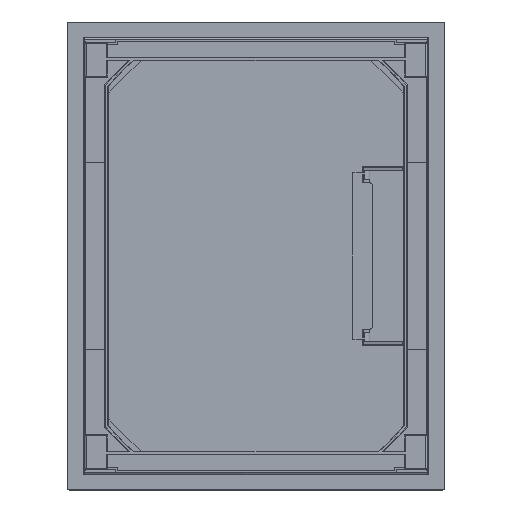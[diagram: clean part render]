
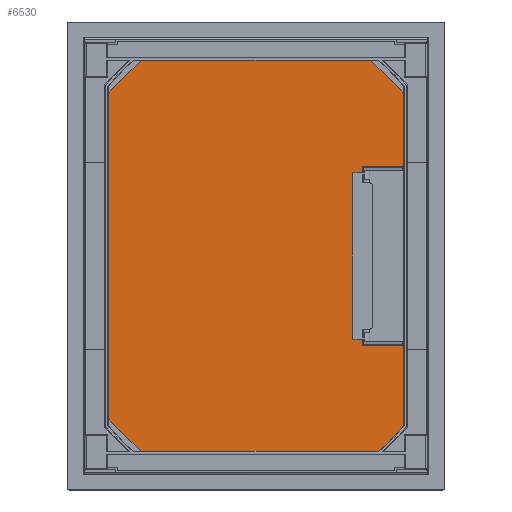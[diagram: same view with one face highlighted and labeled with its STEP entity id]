
A CAD part, front view. The second image highlights one B-rep face of the part: STEP entity #6530.
In plain terms, the highlighted planar face has unit normal (0, -1, 0).
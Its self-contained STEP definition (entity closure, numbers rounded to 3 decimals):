
#39 = CARTESIAN_POINT ( 'NONE',  ( 121.037, -18., -96.082 ) ) ;
#178 = CARTESIAN_POINT ( 'NONE',  ( -52.25, -18., -97. ) ) ;
#224 = LINE ( 'NONE', #12378, #12561 ) ;
#365 = CARTESIAN_POINT ( 'NONE',  ( -48.25, -18., -56.25 ) ) ;
#522 = AXIS2_PLACEMENT_3D ( 'NONE', #6983, #10793, #4788 ) ;
#536 = EDGE_CURVE ( 'NONE', #4170, #2552, #8918, .T. ) ;
#547 = VECTOR ( 'NONE', #7604, 1000. ) ;
#584 = EDGE_CURVE ( 'NONE', #1955, #5555, #6238, .T. ) ;
#610 = CARTESIAN_POINT ( 'NONE',  ( 48.25, -18., -56.25 ) ) ;
#650 = ORIENTED_EDGE ( 'NONE', *, *, #9562, .T. ) ;
#704 = ORIENTED_EDGE ( 'NONE', *, *, #7268, .F. ) ;
#792 = CARTESIAN_POINT ( 'NONE',  ( 48.25, -18., -62. ) ) ;
#886 = PLANE ( 'NONE',  #522 ) ;
#1011 = ORIENTED_EDGE ( 'NONE', *, *, #584, .F. ) ;
#1059 = VERTEX_POINT ( 'NONE', #8870 ) ;
#1228 = ORIENTED_EDGE ( 'NONE', *, *, #7886, .T. ) ;
#1263 = EDGE_CURVE ( 'NONE', #10613, #9838, #11311, .T. ) ;
#1321 = DIRECTION ( 'NONE',  ( 0., 0., -1. ) ) ;
#1327 = CARTESIAN_POINT ( 'NONE',  ( 52.25, -18., -62. ) ) ;
#1352 = VECTOR ( 'NONE', #4043, 1000. ) ;
#1675 = CARTESIAN_POINT ( 'NONE',  ( -48.25, -18., -62. ) ) ;
#1718 = VERTEX_POINT ( 'NONE', #11414 ) ;
#1955 = VERTEX_POINT ( 'NONE', #7842 ) ;
#2480 = ORIENTED_EDGE ( 'NONE', *, *, #536, .T. ) ;
#2552 = VERTEX_POINT ( 'NONE', #13013 ) ;
#2586 = CARTESIAN_POINT ( 'NONE',  ( 121.037, -18., 94.537 ) ) ;
#2606 = LINE ( 'NONE', #6533, #547 ) ;
#2655 = LINE ( 'NONE', #1675, #12540 ) ;
#2664 = DIRECTION ( 'NONE',  ( 0., 0., 1. ) ) ;
#2883 = VERTEX_POINT ( 'NONE', #365 ) ;
#3042 = VECTOR ( 'NONE', #10398, 1000. ) ;
#3062 = CARTESIAN_POINT ( 'NONE',  ( 48.25, -18., -62. ) ) ;
#3156 = VERTEX_POINT ( 'NONE', #12307 ) ;
#3399 = CARTESIAN_POINT ( 'NONE',  ( -121.037, -18., -96.082 ) ) ;
#3420 = CARTESIAN_POINT ( 'NONE',  ( 52.25, -18., -96.082 ) ) ;
#3444 = ORIENTED_EDGE ( 'NONE', *, *, #12552, .F. ) ;
#3619 = EDGE_LOOP ( 'NONE', ( #3918, #650, #1011, #5462, #10498, #4950, #3444, #12871, #704, #2480, #8811, #1228 ) ) ;
#3705 = EDGE_CURVE ( 'NONE', #1059, #2883, #6640, .T. ) ;
#3719 = LINE ( 'NONE', #11957, #9190 ) ;
#3918 = ORIENTED_EDGE ( 'NONE', *, *, #8703, .T. ) ;
#4043 = DIRECTION ( 'NONE',  ( 1., 0., 0. ) ) ;
#4170 = VERTEX_POINT ( 'NONE', #3420 ) ;
#4404 = LINE ( 'NONE', #8472, #5600 ) ;
#4788 = DIRECTION ( 'NONE',  ( 0., 0., 1. ) ) ;
#4950 = ORIENTED_EDGE ( 'NONE', *, *, #3705, .F. ) ;
#5460 = CARTESIAN_POINT ( 'NONE',  ( 52.25, -18., -62. ) ) ;
#5462 = ORIENTED_EDGE ( 'NONE', *, *, #6433, .F. ) ;
#5523 = DIRECTION ( 'NONE',  ( -1., 0., 0. ) ) ;
#5555 = VERTEX_POINT ( 'NONE', #6386 ) ;
#5600 = VECTOR ( 'NONE', #7359, 1000. ) ;
#5707 = DIRECTION ( 'NONE',  ( 0., 0., -1. ) ) ;
#5787 = VECTOR ( 'NONE', #6309, 1000. ) ;
#6238 = LINE ( 'NONE', #178, #5787 ) ;
#6309 = DIRECTION ( 'NONE',  ( 0., 0., -1. ) ) ;
#6386 = CARTESIAN_POINT ( 'NONE',  ( -52.25, -18., -96.082 ) ) ;
#6433 = EDGE_CURVE ( 'NONE', #3156, #1955, #6450, .T. ) ;
#6450 = LINE ( 'NONE', #5460, #3042 ) ;
#6530 = ADVANCED_FACE ( 'NONE', ( #8701 ), #886, .F. ) ;
#6533 = CARTESIAN_POINT ( 'NONE',  ( -122.871, -18., 94.537 ) ) ;
#6588 = EDGE_CURVE ( 'NONE', #2552, #12873, #3719, .T. ) ;
#6640 = LINE ( 'NONE', #610, #9355 ) ;
#6983 = CARTESIAN_POINT ( 'NONE',  ( -123.5, -18., 97. ) ) ;
#7048 = VECTOR ( 'NONE', #8190, 1000. ) ;
#7268 = EDGE_CURVE ( 'NONE', #4170, #10613, #4404, .T. ) ;
#7359 = DIRECTION ( 'NONE',  ( 0., 0., 1. ) ) ;
#7604 = DIRECTION ( 'NONE',  ( -1., 0., 0. ) ) ;
#7700 = VERTEX_POINT ( 'NONE', #3399 ) ;
#7842 = CARTESIAN_POINT ( 'NONE',  ( -52.25, -18., -62. ) ) ;
#7886 = EDGE_CURVE ( 'NONE', #12873, #1718, #2606, .T. ) ;
#8190 = DIRECTION ( 'NONE',  ( 0., 0., 1. ) ) ;
#8287 = LINE ( 'NONE', #11340, #8388 ) ;
#8388 = VECTOR ( 'NONE', #1321, 1000. ) ;
#8426 = DIRECTION ( 'NONE',  ( 1., 0., 0. ) ) ;
#8472 = CARTESIAN_POINT ( 'NONE',  ( 52.25, -18., -97. ) ) ;
#8701 = FACE_OUTER_BOUND ( 'NONE', #3619, .T. ) ;
#8703 = EDGE_CURVE ( 'NONE', #1718, #7700, #8287, .T. ) ;
#8811 = ORIENTED_EDGE ( 'NONE', *, *, #6588, .T. ) ;
#8870 = CARTESIAN_POINT ( 'NONE',  ( 48.25, -18., -56.25 ) ) ;
#8918 = LINE ( 'NONE', #39, #1352 ) ;
#9165 = LINE ( 'NONE', #792, #7048 ) ;
#9190 = VECTOR ( 'NONE', #2664, 1000. ) ;
#9355 = VECTOR ( 'NONE', #12518, 1000. ) ;
#9562 = EDGE_CURVE ( 'NONE', #7700, #5555, #224, .T. ) ;
#9831 = VECTOR ( 'NONE', #5523, 1000. ) ;
#9838 = VERTEX_POINT ( 'NONE', #3062 ) ;
#10398 = DIRECTION ( 'NONE',  ( -1., 0., 0. ) ) ;
#10498 = ORIENTED_EDGE ( 'NONE', *, *, #11604, .F. ) ;
#10613 = VERTEX_POINT ( 'NONE', #1327 ) ;
#10793 = DIRECTION ( 'NONE',  ( 0., 1., 0. ) ) ;
#11311 = LINE ( 'NONE', #12277, #9831 ) ;
#11340 = CARTESIAN_POINT ( 'NONE',  ( -121.037, -18., -96.371 ) ) ;
#11414 = CARTESIAN_POINT ( 'NONE',  ( -121.037, -18., 94.537 ) ) ;
#11604 = EDGE_CURVE ( 'NONE', #2883, #3156, #2655, .T. ) ;
#11957 = CARTESIAN_POINT ( 'NONE',  ( 121.037, -18., 94.537 ) ) ;
#12277 = CARTESIAN_POINT ( 'NONE',  ( 52.25, -18., -62. ) ) ;
#12307 = CARTESIAN_POINT ( 'NONE',  ( -48.25, -18., -62. ) ) ;
#12378 = CARTESIAN_POINT ( 'NONE',  ( -52.25, -18., -96.082 ) ) ;
#12518 = DIRECTION ( 'NONE',  ( -1., 0., 0. ) ) ;
#12540 = VECTOR ( 'NONE', #5707, 1000. ) ;
#12552 = EDGE_CURVE ( 'NONE', #9838, #1059, #9165, .T. ) ;
#12561 = VECTOR ( 'NONE', #8426, 1000. ) ;
#12871 = ORIENTED_EDGE ( 'NONE', *, *, #1263, .F. ) ;
#12873 = VERTEX_POINT ( 'NONE', #2586 ) ;
#13013 = CARTESIAN_POINT ( 'NONE',  ( 121.037, -18., -96.082 ) ) ;
